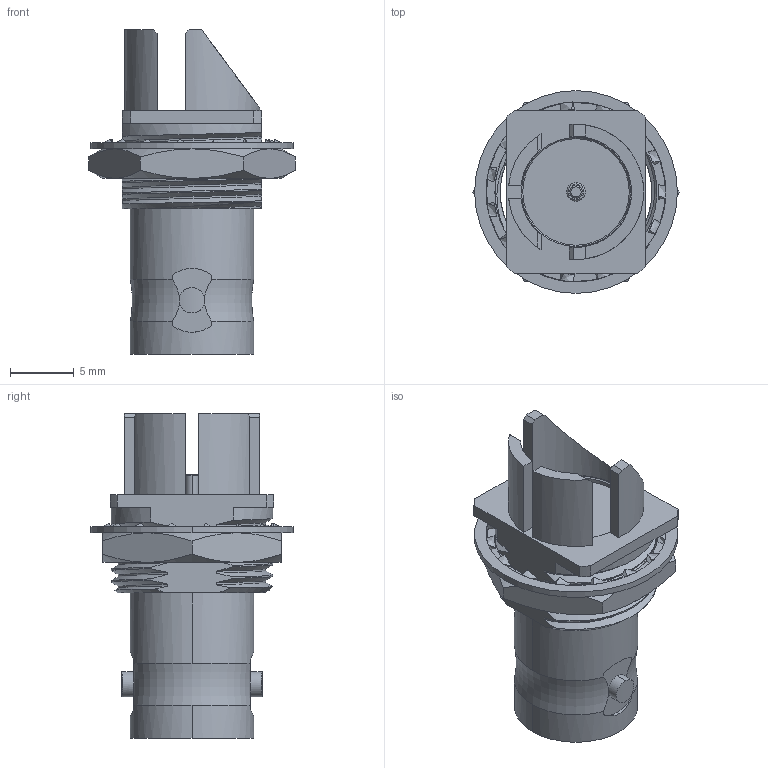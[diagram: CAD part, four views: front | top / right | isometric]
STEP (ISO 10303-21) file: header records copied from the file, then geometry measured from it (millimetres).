
FILE_DESCRIPTION((''),'2;1');
FILE_NAME('31-70526-XX_SW0004','2016-07-21T',('Viji'),(''),'PRO/ENGINEER BY PARAMETRIC TECHNOLOGY CORPORATION, 2014440','PRO/ENGINEER BY PARAMETRIC TECHNOLOGY CORPORATION, 2014440','');
FILE_SCHEMA(('CONFIG_CONTROL_DESIGN'));
Length unit declared in the file: millimetre
Products named in the file (1): 31-70526-XX_SW0004
Bounding box: 16.16 x 15.88 x 25.45 mm (x, y, z)
Surface area: 2326.1 mm2 (no closed solid volume)
Topology: 0 solids, 8 shells, 284 faces, 821 edges, 527 vertices
Faces by surface type: bspline 107, cylinder 74, plane 64, cone 37, torus 2
Entity records: 24508 total; most frequent: CARTESIAN_POINT 17745, ORIENTED_EDGE 1503, DIRECTION 1120, EDGE_CURVE 819, VERTEX_POINT 527, VECTOR 398, LINE 398, AXIS2_PLACEMENT_3D 361
